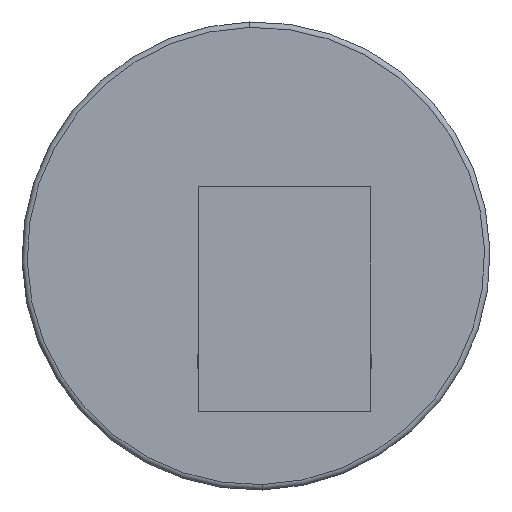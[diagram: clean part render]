
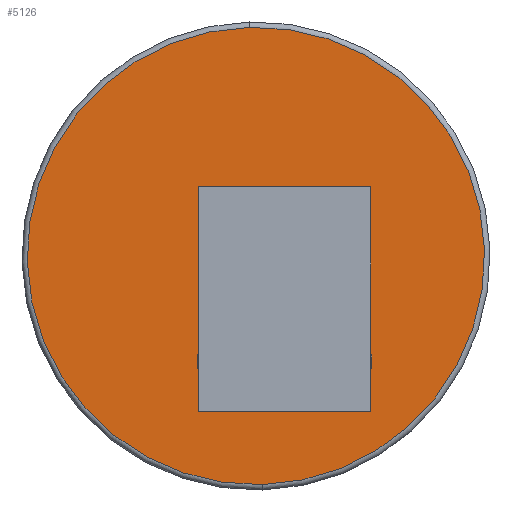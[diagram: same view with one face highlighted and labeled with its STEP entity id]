
A CAD part, top view. The second image highlights one B-rep face of the part: STEP entity #5126.
In plain terms, the highlighted face is planar.
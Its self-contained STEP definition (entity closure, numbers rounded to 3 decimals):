
#145 = VECTOR ( 'NONE', #4800, 1000. ) ;
#272 = VERTEX_POINT ( 'NONE', #5074 ) ;
#574 = ORIENTED_EDGE ( 'NONE', *, *, #1681, .T. ) ;
#595 = LINE ( 'NONE', #5270, #2781 ) ;
#620 = VERTEX_POINT ( 'NONE', #6385 ) ;
#631 = DIRECTION ( 'NONE',  ( 0., 0., -1. ) ) ;
#688 = EDGE_CURVE ( 'NONE', #2456, #620, #2922, .T. ) ;
#770 = CARTESIAN_POINT ( 'NONE',  ( -5., 0., -8.75 ) ) ;
#905 = DIRECTION ( 'NONE',  ( 1., 0., 0. ) ) ;
#1157 = VECTOR ( 'NONE', #905, 1000. ) ;
#1241 = VERTEX_POINT ( 'NONE', #5279 ) ;
#1334 = ORIENTED_EDGE ( 'NONE', *, *, #3053, .T. ) ;
#1401 = EDGE_CURVE ( 'NONE', #6045, #1241, #595, .T. ) ;
#1681 = EDGE_CURVE ( 'NONE', #620, #6045, #6862, .T. ) ;
#1694 = ORIENTED_EDGE ( 'NONE', *, *, #1401, .T. ) ;
#1801 = DIRECTION ( 'NONE',  ( 0., -1., 0. ) ) ;
#1837 = VERTEX_POINT ( 'NONE', #5478 ) ;
#2337 = AXIS2_PLACEMENT_3D ( 'NONE', #5848, #1801, #631 ) ;
#2456 = VERTEX_POINT ( 'NONE', #770 ) ;
#2710 = CIRCLE ( 'NONE', #2337, 42.383 ) ;
#2781 = VECTOR ( 'NONE', #2984, 1000. ) ;
#2814 = EDGE_LOOP ( 'NONE', ( #6016, #1334 ) ) ;
#2922 = LINE ( 'NONE', #7114, #145 ) ;
#2984 = DIRECTION ( 'NONE',  ( 0., 0., -1. ) ) ;
#3053 = EDGE_CURVE ( 'NONE', #272, #1837, #7232, .T. ) ;
#3196 = EDGE_CURVE ( 'NONE', #1241, #2456, #7235, .T. ) ;
#3364 = PLANE ( 'NONE',  #6543 ) ;
#3727 = VECTOR ( 'NONE', #5521, 1000. ) ;
#3855 = AXIS2_PLACEMENT_3D ( 'NONE', #7056, #6970, #4072 ) ;
#3993 = FACE_OUTER_BOUND ( 'NONE', #2814, .T. ) ;
#4072 = DIRECTION ( 'NONE',  ( 0., 0., -1. ) ) ;
#4630 = FACE_BOUND ( 'NONE', #5561, .T. ) ;
#4800 = DIRECTION ( 'NONE',  ( 0., 0., 1. ) ) ;
#5074 = CARTESIAN_POINT ( 'NONE',  ( 0., 0., 42.383 ) ) ;
#5126 = ADVANCED_FACE ( 'NONE', ( #3993, #4630 ), #3364, .T. ) ;
#5143 = ORIENTED_EDGE ( 'NONE', *, *, #688, .T. ) ;
#5211 = CARTESIAN_POINT ( 'NONE',  ( 0., 0., 0. ) ) ;
#5270 = CARTESIAN_POINT ( 'NONE',  ( 5., 0., -8.75 ) ) ;
#5279 = CARTESIAN_POINT ( 'NONE',  ( 5., 0., -8.75 ) ) ;
#5478 = CARTESIAN_POINT ( 'NONE',  ( 0., 0., -42.383 ) ) ;
#5521 = DIRECTION ( 'NONE',  ( -1., 0., 0. ) ) ;
#5561 = EDGE_LOOP ( 'NONE', ( #6155, #5143, #574, #1694 ) ) ;
#5769 = DIRECTION ( 'NONE',  ( 0., 0., -1. ) ) ;
#5848 = CARTESIAN_POINT ( 'NONE',  ( 0., 0., 0. ) ) ;
#5967 = CARTESIAN_POINT ( 'NONE',  ( 5., 0., 8.75 ) ) ;
#6016 = ORIENTED_EDGE ( 'NONE', *, *, #6331, .T. ) ;
#6045 = VERTEX_POINT ( 'NONE', #5967 ) ;
#6155 = ORIENTED_EDGE ( 'NONE', *, *, #3196, .T. ) ;
#6156 = CARTESIAN_POINT ( 'NONE',  ( -5., 0., -8.75 ) ) ;
#6331 = EDGE_CURVE ( 'NONE', #1837, #272, #2710, .T. ) ;
#6385 = CARTESIAN_POINT ( 'NONE',  ( -5., 0., 8.75 ) ) ;
#6400 = DIRECTION ( 'NONE',  ( 0., -1., 0. ) ) ;
#6543 = AXIS2_PLACEMENT_3D ( 'NONE', #5211, #6400, #5769 ) ;
#6862 = LINE ( 'NONE', #6938, #1157 ) ;
#6938 = CARTESIAN_POINT ( 'NONE',  ( -5., 0., 8.75 ) ) ;
#6970 = DIRECTION ( 'NONE',  ( 0., -1., 0. ) ) ;
#7056 = CARTESIAN_POINT ( 'NONE',  ( 0., 0., 0. ) ) ;
#7114 = CARTESIAN_POINT ( 'NONE',  ( -5., 0., -8.75 ) ) ;
#7232 = CIRCLE ( 'NONE', #3855, 42.383 ) ;
#7235 = LINE ( 'NONE', #6156, #3727 ) ;
